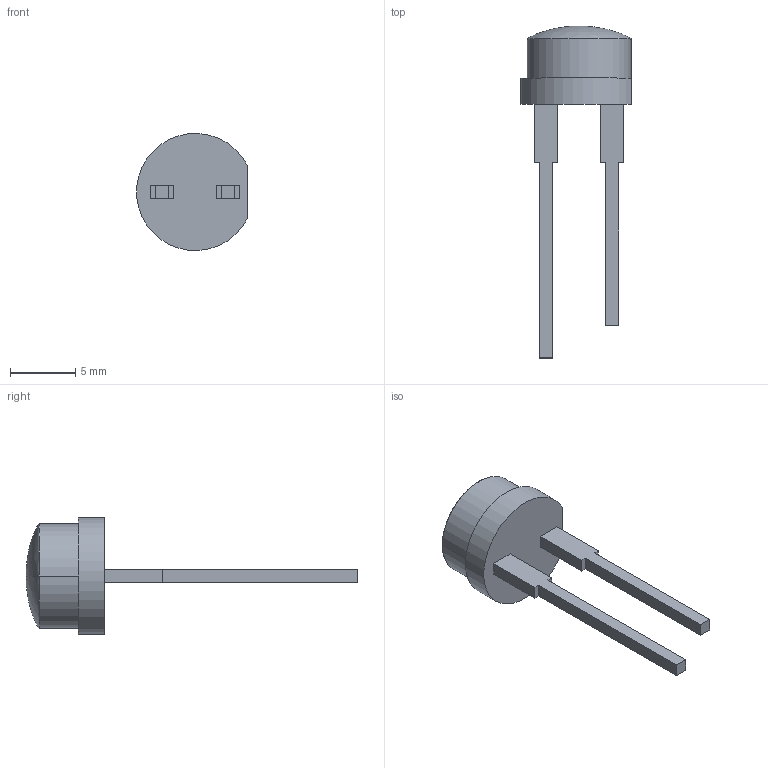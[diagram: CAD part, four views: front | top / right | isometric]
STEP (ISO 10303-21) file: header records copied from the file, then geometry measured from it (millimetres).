
FILE_DESCRIPTION (( 'STEP AP214' ), '1' );
FILE_NAME ('8mm 0.5w straw hat wide angle led.STEP', '2019-01-29T15:56:06', ( '' ), ( '' ), 'SwSTEP 2.0', 'SolidWorks 2017', '' );
FILE_SCHEMA (( 'AUTOMOTIVE_DESIGN' ));
Length unit declared in the file: millimetre
Products named in the file (1): 8mm 0.5w straw hat wide angle led
Bounding box: 8.48 x 25.5 x 8.98 mm (x, y, z)
Volume: 345.1 mm3; surface area: 568.8 mm2
Topology: 3 solids, 3 shells, 53 faces, 131 edges, 85 vertices
Faces by surface type: plane 40, cone 8, cylinder 3, bspline 2
Entity records: 2175 total; most frequent: CARTESIAN_POINT 374, ORIENTED_EDGE 258, DIRECTION 241, EDGE_CURVE 129, VECTOR 105, LINE 105, VERTEX_POINT 85, AXIS2_PLACEMENT_3D 68
